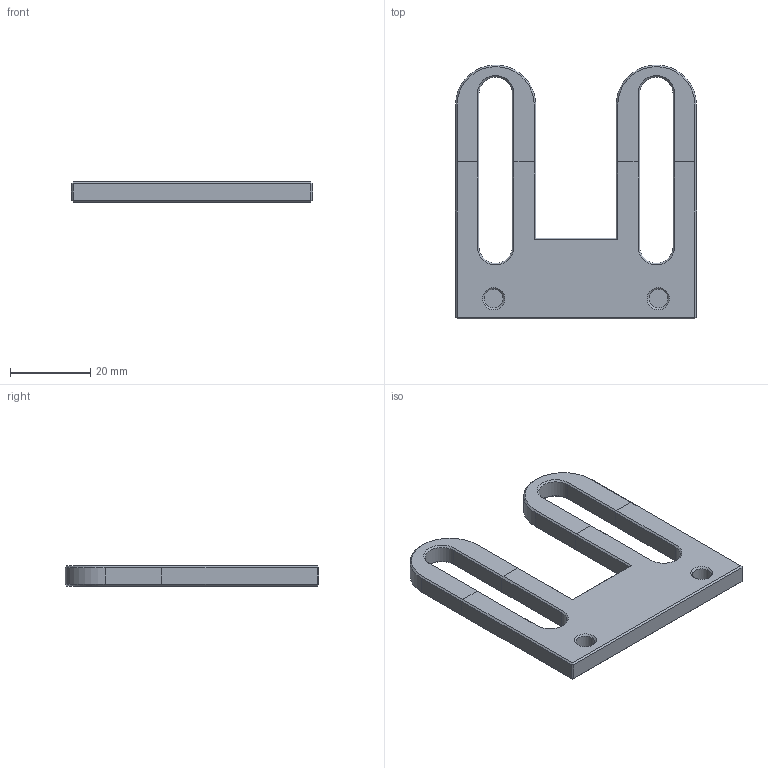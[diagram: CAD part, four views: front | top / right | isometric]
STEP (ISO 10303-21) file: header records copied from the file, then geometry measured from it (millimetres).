
FILE_DESCRIPTION(/* description */ (''),/* implementation_level */ '2;1');
FILE_NAME(/* name */ 'slider.stp',/* time_stamp */ '2023-04-19T23:54:19+02:00',/* author */ ('André'),/* organization */ (''),/* preprocessor_version */ 'ST-DEVELOPER v17',/* originating_system */ 'Autodesk Inventor 2019',/* authorisation */ '');
FILE_SCHEMA (('AUTOMOTIVE_DESIGN { 1 0 10303 214 3 1 1 }'));
Length unit declared in the file: millimetre
Products named in the file (1): slider_inserts
Bounding box: 60 x 63.2 x 5 mm (x, y, z)
Volume: 9856.8 mm3; surface area: 7184.1 mm2
Topology: 3 solids, 3 shells, 116 faces, 280 edges, 172 vertices
Faces by surface type: plane 84, cone 16, cylinder 16
Full cylindrical faces by diameter (mm): 4.7 x2
Entity records: 3337 total; most frequent: CARTESIAN_POINT 569, DIRECTION 562, ORIENTED_EDGE 560, EDGE_CURVE 280, LINE 232, VECTOR 232, VERTEX_POINT 172, AXIS2_PLACEMENT_3D 165
